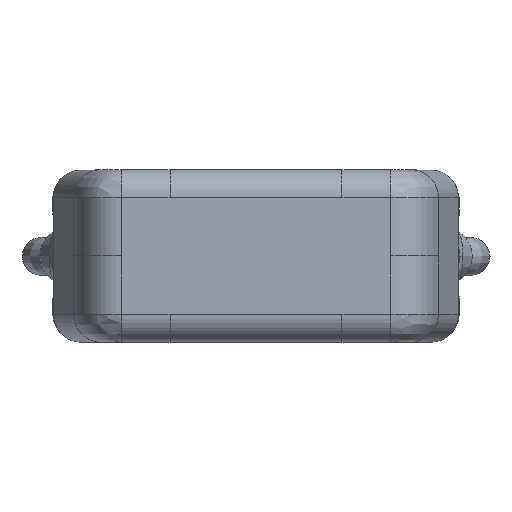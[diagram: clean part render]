
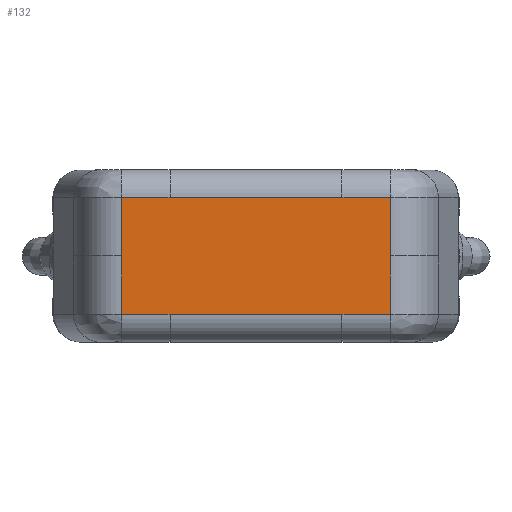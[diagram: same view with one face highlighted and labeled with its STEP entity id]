
A CAD part, top view. The second image highlights one B-rep face of the part: STEP entity #132.
In plain terms, the highlighted planar face has unit normal (0, 0, 1).
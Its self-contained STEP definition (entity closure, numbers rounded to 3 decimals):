
#132=ADVANCED_FACE('',(#204),#1104,.T.);
#204=FACE_OUTER_BOUND('',#276,.T.);
#276=EDGE_LOOP('',(#496,#497,#498,#499,#500,#501,#502,#503,#504,#505));
#496=ORIENTED_EDGE('',*,*,#664,.F.);
#497=ORIENTED_EDGE('',*,*,#657,.F.);
#498=ORIENTED_EDGE('',*,*,#642,.T.);
#499=ORIENTED_EDGE('',*,*,#649,.T.);
#500=ORIENTED_EDGE('',*,*,#733,.T.);
#501=ORIENTED_EDGE('',*,*,#726,.T.);
#502=ORIENTED_EDGE('',*,*,#686,.F.);
#503=ORIENTED_EDGE('',*,*,#703,.T.);
#504=ORIENTED_EDGE('',*,*,#728,.F.);
#505=ORIENTED_EDGE('',*,*,#740,.F.);
#642=EDGE_CURVE('',#993,#996,#833,.T.);
#649=EDGE_CURVE('',#996,#1013,#840,.T.);
#657=EDGE_CURVE('',#993,#1004,#848,.T.);
#664=EDGE_CURVE('',#1004,#1017,#855,.T.);
#686=EDGE_CURVE('',#1024,#1027,#871,.T.);
#703=EDGE_CURVE('',#1024,#1035,#887,.T.);
#726=EDGE_CURVE('',#1046,#1027,#905,.T.);
#728=EDGE_CURVE('',#1050,#1035,#907,.T.);
#733=EDGE_CURVE('',#1013,#1046,#912,.T.);
#740=EDGE_CURVE('',#1017,#1050,#916,.T.);
#833=(
BOUNDED_CURVE()
B_SPLINE_CURVE(1,(#1920,#1921),.UNSPECIFIED.,.F.,.F.)
B_SPLINE_CURVE_WITH_KNOTS((2,2),(0.,0.85),.UNSPECIFIED.)
CURVE()
GEOMETRIC_REPRESENTATION_ITEM()
RATIONAL_B_SPLINE_CURVE((1.,1.))
REPRESENTATION_ITEM('')
);
#840=(
BOUNDED_CURVE()
B_SPLINE_CURVE(1,(#1948,#1949),.UNSPECIFIED.,.F.,.F.)
B_SPLINE_CURVE_WITH_KNOTS((2,2),(0.,0.7),
 .UNSPECIFIED.)
CURVE()
GEOMETRIC_REPRESENTATION_ITEM()
RATIONAL_B_SPLINE_CURVE((1.,1.))
REPRESENTATION_ITEM('')
);
#848=(
BOUNDED_CURVE()
B_SPLINE_CURVE(1,(#1972,#1973),.UNSPECIFIED.,.F.,.F.)
B_SPLINE_CURVE_WITH_KNOTS((2,2),(0.,0.85),.UNSPECIFIED.)
CURVE()
GEOMETRIC_REPRESENTATION_ITEM()
RATIONAL_B_SPLINE_CURVE((1.,1.))
REPRESENTATION_ITEM('')
);
#855=(
BOUNDED_CURVE()
B_SPLINE_CURVE(1,(#2000,#2001),.UNSPECIFIED.,.F.,.F.)
B_SPLINE_CURVE_WITH_KNOTS((2,2),(0.,0.7),
 .UNSPECIFIED.)
CURVE()
GEOMETRIC_REPRESENTATION_ITEM()
RATIONAL_B_SPLINE_CURVE((1.,1.))
REPRESENTATION_ITEM('')
);
#871=(
BOUNDED_CURVE()
B_SPLINE_CURVE(1,(#2127,#2128),.UNSPECIFIED.,.F.,.F.)
B_SPLINE_CURVE_WITH_KNOTS((2,2),(0.,0.85),.UNSPECIFIED.)
CURVE()
GEOMETRIC_REPRESENTATION_ITEM()
RATIONAL_B_SPLINE_CURVE((1.,1.))
REPRESENTATION_ITEM('')
);
#887=(
BOUNDED_CURVE()
B_SPLINE_CURVE(1,(#2186,#2187),.UNSPECIFIED.,.F.,.F.)
B_SPLINE_CURVE_WITH_KNOTS((2,2),(0.,0.85),.UNSPECIFIED.)
CURVE()
GEOMETRIC_REPRESENTATION_ITEM()
RATIONAL_B_SPLINE_CURVE((1.,1.))
REPRESENTATION_ITEM('')
);
#905=(
BOUNDED_CURVE()
B_SPLINE_CURVE(1,(#2319,#2320),.UNSPECIFIED.,.F.,.F.)
B_SPLINE_CURVE_WITH_KNOTS((2,2),(0.7,1.4),
 .UNSPECIFIED.)
CURVE()
GEOMETRIC_REPRESENTATION_ITEM()
RATIONAL_B_SPLINE_CURVE((1.,1.))
REPRESENTATION_ITEM('')
);
#907=(
BOUNDED_CURVE()
B_SPLINE_CURVE(1,(#2323,#2324),.UNSPECIFIED.,.F.,.F.)
B_SPLINE_CURVE_WITH_KNOTS((2,2),(0.7,1.4),
 .UNSPECIFIED.)
CURVE()
GEOMETRIC_REPRESENTATION_ITEM()
RATIONAL_B_SPLINE_CURVE((1.,1.))
REPRESENTATION_ITEM('')
);
#912=(
BOUNDED_CURVE()
B_SPLINE_CURVE(1,(#2335,#2336),.UNSPECIFIED.,.F.,.F.)
B_SPLINE_CURVE_WITH_KNOTS((2,2),(0.,2.5),.UNSPECIFIED.)
CURVE()
GEOMETRIC_REPRESENTATION_ITEM()
RATIONAL_B_SPLINE_CURVE((1.,1.))
REPRESENTATION_ITEM('')
);
#916=(
BOUNDED_CURVE()
B_SPLINE_CURVE(1,(#2350,#2351),.UNSPECIFIED.,.F.,.F.)
B_SPLINE_CURVE_WITH_KNOTS((2,2),(0.,2.5),.UNSPECIFIED.)
CURVE()
GEOMETRIC_REPRESENTATION_ITEM()
RATIONAL_B_SPLINE_CURVE((1.,1.))
REPRESENTATION_ITEM('')
);
#993=VERTEX_POINT('',#1831);
#996=VERTEX_POINT('',#1834);
#1004=VERTEX_POINT('',#1842);
#1013=VERTEX_POINT('',#1851);
#1017=VERTEX_POINT('',#1855);
#1024=VERTEX_POINT('',#1862);
#1027=VERTEX_POINT('',#1865);
#1035=VERTEX_POINT('',#1873);
#1046=VERTEX_POINT('',#1884);
#1050=VERTEX_POINT('',#1888);
#1104=PLANE('',#1196);
#1196=AXIS2_PLACEMENT_3D('',#1824,#1206,$);
#1206=DIRECTION('',(0.,0.,1.));
#1824=CARTESIAN_POINT('',(1.95,1.25,6.));
#1831=CARTESIAN_POINT('',(1.95,0.,6.));
#1834=CARTESIAN_POINT('',(1.95,0.85,6.));
#1842=CARTESIAN_POINT('',(1.95,-0.85,6.));
#1851=CARTESIAN_POINT('',(1.25,0.85,6.));
#1855=CARTESIAN_POINT('',(1.25,-0.85,6.));
#1862=CARTESIAN_POINT('',(-1.95,0.,6.));
#1865=CARTESIAN_POINT('',(-1.95,0.85,6.));
#1873=CARTESIAN_POINT('',(-1.95,-0.85,6.));
#1884=CARTESIAN_POINT('',(-1.25,0.85,6.));
#1888=CARTESIAN_POINT('',(-1.25,-0.85,6.));
#1920=CARTESIAN_POINT('',(1.95,0.,6.));
#1921=CARTESIAN_POINT('',(1.95,0.85,6.));
#1948=CARTESIAN_POINT('',(1.95,0.85,6.));
#1949=CARTESIAN_POINT('',(1.25,0.85,6.));
#1972=CARTESIAN_POINT('',(1.95,0.,6.));
#1973=CARTESIAN_POINT('',(1.95,-0.85,6.));
#2000=CARTESIAN_POINT('',(1.95,-0.85,6.));
#2001=CARTESIAN_POINT('',(1.25,-0.85,6.));
#2127=CARTESIAN_POINT('',(-1.95,0.,6.));
#2128=CARTESIAN_POINT('',(-1.95,0.85,6.));
#2186=CARTESIAN_POINT('',(-1.95,0.,6.));
#2187=CARTESIAN_POINT('',(-1.95,-0.85,6.));
#2319=CARTESIAN_POINT('',(-1.25,0.85,6.));
#2320=CARTESIAN_POINT('',(-1.95,0.85,6.));
#2323=CARTESIAN_POINT('',(-1.25,-0.85,6.));
#2324=CARTESIAN_POINT('',(-1.95,-0.85,6.));
#2335=CARTESIAN_POINT('',(1.25,0.85,6.));
#2336=CARTESIAN_POINT('',(-1.25,0.85,6.));
#2350=CARTESIAN_POINT('',(1.25,-0.85,6.));
#2351=CARTESIAN_POINT('',(-1.25,-0.85,6.));
